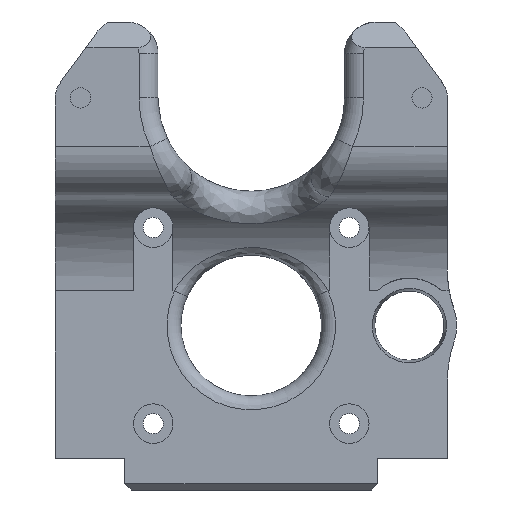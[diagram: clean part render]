
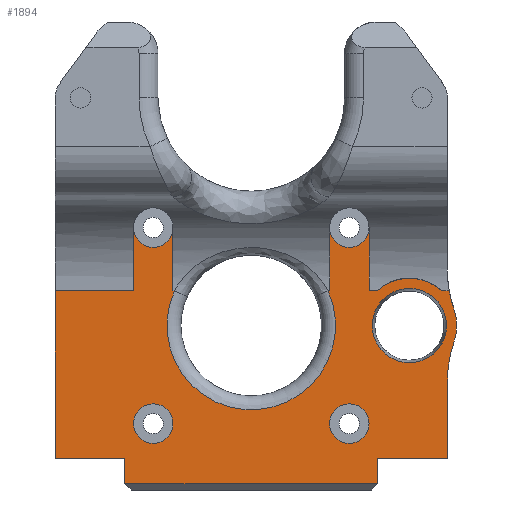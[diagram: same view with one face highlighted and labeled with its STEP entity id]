
A CAD part, front view. The second image highlights one B-rep face of the part: STEP entity #1894.
In plain terms, the highlighted planar face has unit normal (0, -1, 0).
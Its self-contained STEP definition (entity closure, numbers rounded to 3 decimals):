
#35=B_SPLINE_CURVE_WITH_KNOTS('',3,(#2923,#2924,#2925,#2926,#2927,#2928),
 .UNSPECIFIED.,.F.,.F.,(4,2,4),(-0.423,-0.212,0.),
 .UNSPECIFIED.);
#96=FACE_BOUND('',#347,.T.);
#97=FACE_BOUND('',#348,.T.);
#98=FACE_BOUND('',#349,.T.);
#127=CIRCLE('',#2032,7.5);
#128=CIRCLE('',#2034,20.);
#129=CIRCLE('',#2035,7.5);
#130=CIRCLE('',#2036,20.);
#131=CIRCLE('',#2037,3.125);
#132=CIRCLE('',#2038,13.325);
#133=CIRCLE('',#2039,3.125);
#134=CIRCLE('',#2040,5.875);
#135=CIRCLE('',#2041,3.125);
#136=CIRCLE('',#2042,3.125);
#229=FACE_OUTER_BOUND('',#346,.T.);
#346=EDGE_LOOP('',(#1308,#1309,#1310,#1311,#1312,#1313,#1314,#1315,#1316,
#1317,#1318,#1319,#1320,#1321,#1322,#1323,#1324,#1325,#1326,#1327,#1328,
#1329,#1330));
#347=EDGE_LOOP('',(#1331,#1332));
#348=EDGE_LOOP('',(#1333));
#349=EDGE_LOOP('',(#1334));
#480=LINE('',#2817,#642);
#484=LINE('',#2824,#646);
#493=LINE('',#2883,#655);
#494=LINE('',#2885,#656);
#495=LINE('',#2892,#657);
#496=LINE('',#2894,#658);
#497=LINE('',#2896,#659);
#498=LINE('',#2900,#660);
#499=LINE('',#2902,#661);
#500=LINE('',#2906,#662);
#501=LINE('',#2908,#663);
#502=LINE('',#2912,#664);
#503=LINE('',#2914,#665);
#504=LINE('',#2916,#666);
#505=LINE('',#2918,#667);
#506=LINE('',#2919,#668);
#642=VECTOR('',#2239,10.);
#646=VECTOR('',#2245,10.);
#655=VECTOR('',#2288,10.);
#656=VECTOR('',#2289,10.);
#657=VECTOR('',#2296,10.);
#658=VECTOR('',#2297,10.);
#659=VECTOR('',#2298,10.);
#660=VECTOR('',#2301,10.);
#661=VECTOR('',#2302,10.);
#662=VECTOR('',#2305,10.);
#663=VECTOR('',#2306,10.);
#664=VECTOR('',#2309,10.);
#665=VECTOR('',#2310,10.);
#666=VECTOR('',#2311,10.);
#667=VECTOR('',#2312,10.);
#668=VECTOR('',#2313,10.);
#798=VERTEX_POINT('',#2805);
#801=VERTEX_POINT('',#2813);
#803=VERTEX_POINT('',#2822);
#823=VERTEX_POINT('',#2867);
#824=VERTEX_POINT('',#2868);
#825=VERTEX_POINT('',#2882);
#826=VERTEX_POINT('',#2884);
#827=VERTEX_POINT('',#2886);
#828=VERTEX_POINT('',#2888);
#829=VERTEX_POINT('',#2890);
#830=VERTEX_POINT('',#2893);
#831=VERTEX_POINT('',#2895);
#832=VERTEX_POINT('',#2897);
#833=VERTEX_POINT('',#2899);
#834=VERTEX_POINT('',#2901);
#835=VERTEX_POINT('',#2903);
#836=VERTEX_POINT('',#2905);
#837=VERTEX_POINT('',#2907);
#838=VERTEX_POINT('',#2909);
#839=VERTEX_POINT('',#2911);
#840=VERTEX_POINT('',#2913);
#841=VERTEX_POINT('',#2915);
#842=VERTEX_POINT('',#2917);
#843=VERTEX_POINT('',#2920);
#844=VERTEX_POINT('',#2921);
#845=VERTEX_POINT('',#2929);
#846=VERTEX_POINT('',#2931);
#986=EDGE_CURVE('',#798,#801,#480,.T.);
#990=EDGE_CURVE('',#798,#803,#484,.T.);
#1012=EDGE_CURVE('',#823,#824,#127,.T.);
#1013=EDGE_CURVE('',#803,#825,#493,.T.);
#1014=EDGE_CURVE('',#825,#826,#494,.T.);
#1015=EDGE_CURVE('',#827,#826,#128,.T.);
#1016=EDGE_CURVE('',#827,#828,#129,.T.);
#1017=EDGE_CURVE('',#829,#828,#130,.T.);
#1018=EDGE_CURVE('',#824,#829,#495,.T.);
#1019=EDGE_CURVE('',#830,#823,#496,.T.);
#1020=EDGE_CURVE('',#831,#830,#497,.T.);
#1021=EDGE_CURVE('',#831,#832,#131,.T.);
#1022=EDGE_CURVE('',#833,#832,#498,.T.);
#1023=EDGE_CURVE('',#834,#833,#499,.T.);
#1024=EDGE_CURVE('',#835,#834,#132,.T.);
#1025=EDGE_CURVE('',#836,#835,#500,.T.);
#1026=EDGE_CURVE('',#837,#836,#501,.T.);
#1027=EDGE_CURVE('',#837,#838,#133,.T.);
#1028=EDGE_CURVE('',#839,#838,#502,.T.);
#1029=EDGE_CURVE('',#840,#839,#503,.T.);
#1030=EDGE_CURVE('',#840,#841,#504,.T.);
#1031=EDGE_CURVE('',#841,#842,#505,.T.);
#1032=EDGE_CURVE('',#842,#801,#506,.T.);
#1033=EDGE_CURVE('',#843,#844,#134,.T.);
#1034=EDGE_CURVE('',#844,#843,#35,.T.);
#1035=EDGE_CURVE('',#845,#845,#135,.T.);
#1036=EDGE_CURVE('',#846,#846,#136,.T.);
#1308=ORIENTED_EDGE('',*,*,#986,.F.);
#1309=ORIENTED_EDGE('',*,*,#990,.T.);
#1310=ORIENTED_EDGE('',*,*,#1013,.T.);
#1311=ORIENTED_EDGE('',*,*,#1014,.T.);
#1312=ORIENTED_EDGE('',*,*,#1015,.F.);
#1313=ORIENTED_EDGE('',*,*,#1016,.T.);
#1314=ORIENTED_EDGE('',*,*,#1017,.F.);
#1315=ORIENTED_EDGE('',*,*,#1018,.F.);
#1316=ORIENTED_EDGE('',*,*,#1012,.F.);
#1317=ORIENTED_EDGE('',*,*,#1019,.F.);
#1318=ORIENTED_EDGE('',*,*,#1020,.F.);
#1319=ORIENTED_EDGE('',*,*,#1021,.T.);
#1320=ORIENTED_EDGE('',*,*,#1022,.F.);
#1321=ORIENTED_EDGE('',*,*,#1023,.F.);
#1322=ORIENTED_EDGE('',*,*,#1024,.F.);
#1323=ORIENTED_EDGE('',*,*,#1025,.F.);
#1324=ORIENTED_EDGE('',*,*,#1026,.F.);
#1325=ORIENTED_EDGE('',*,*,#1027,.T.);
#1326=ORIENTED_EDGE('',*,*,#1028,.F.);
#1327=ORIENTED_EDGE('',*,*,#1029,.F.);
#1328=ORIENTED_EDGE('',*,*,#1030,.T.);
#1329=ORIENTED_EDGE('',*,*,#1031,.T.);
#1330=ORIENTED_EDGE('',*,*,#1032,.T.);
#1331=ORIENTED_EDGE('',*,*,#1033,.F.);
#1332=ORIENTED_EDGE('',*,*,#1034,.F.);
#1333=ORIENTED_EDGE('',*,*,#1035,.T.);
#1334=ORIENTED_EDGE('',*,*,#1036,.T.);
#1835=PLANE('',#2033);
#1894=ADVANCED_FACE('',(#229,#96,#97,#98),#1835,.F.);
#2032=AXIS2_PLACEMENT_3D('',#2880,#2284,#2285);
#2033=AXIS2_PLACEMENT_3D('',#2881,#2286,#2287);
#2034=AXIS2_PLACEMENT_3D('',#2887,#2290,#2291);
#2035=AXIS2_PLACEMENT_3D('',#2889,#2292,#2293);
#2036=AXIS2_PLACEMENT_3D('',#2891,#2294,#2295);
#2037=AXIS2_PLACEMENT_3D('',#2898,#2299,#2300);
#2038=AXIS2_PLACEMENT_3D('',#2904,#2303,#2304);
#2039=AXIS2_PLACEMENT_3D('',#2910,#2307,#2308);
#2040=AXIS2_PLACEMENT_3D('',#2922,#2314,#2315);
#2041=AXIS2_PLACEMENT_3D('',#2930,#2316,#2317);
#2042=AXIS2_PLACEMENT_3D('',#2932,#2318,#2319);
#2239=DIRECTION('',(-1.,0.,0.));
#2245=DIRECTION('',(0.,0.,1.));
#2284=DIRECTION('center_axis',(0.,1.,0.));
#2285=DIRECTION('ref_axis',(1.,0.,0.));
#2286=DIRECTION('center_axis',(0.,1.,0.));
#2287=DIRECTION('ref_axis',(1.,0.,0.));
#2288=DIRECTION('',(1.,0.,0.));
#2289=DIRECTION('',(0.,0.,1.));
#2290=DIRECTION('center_axis',(0.,-1.,0.));
#2291=DIRECTION('ref_axis',(-0.986,0.,0.165));
#2292=DIRECTION('center_axis',(0.,-1.,0.));
#2293=DIRECTION('ref_axis',(1.,0.,0.));
#2294=DIRECTION('center_axis',(0.,-1.,0.));
#2295=DIRECTION('ref_axis',(-0.986,0.,-0.165));
#2296=DIRECTION('',(1.,0.,0.));
#2297=DIRECTION('',(1.,0.,0.));
#2298=DIRECTION('',(0.,0.,-1.));
#2299=DIRECTION('center_axis',(0.,1.,0.));
#2300=DIRECTION('ref_axis',(1.,0.,0.));
#2301=DIRECTION('',(0.,0.,1.));
#2302=DIRECTION('',(1.,0.,0.));
#2303=DIRECTION('center_axis',(0.,-1.,0.));
#2304=DIRECTION('ref_axis',(0.,0.,-1.));
#2305=DIRECTION('',(1.,0.,0.));
#2306=DIRECTION('',(0.,0.,-1.));
#2307=DIRECTION('center_axis',(0.,1.,0.));
#2308=DIRECTION('ref_axis',(1.,0.,0.));
#2309=DIRECTION('',(0.,0.,1.));
#2310=DIRECTION('',(1.,0.,0.));
#2311=DIRECTION('',(0.,0.,-1.));
#2312=DIRECTION('',(1.,0.,0.));
#2313=DIRECTION('',(0.,0.,-1.));
#2314=DIRECTION('center_axis',(0.,-1.,0.));
#2315=DIRECTION('ref_axis',(1.,0.,0.));
#2316=DIRECTION('center_axis',(0.,1.,0.));
#2317=DIRECTION('ref_axis',(1.,0.,0.));
#2318=DIRECTION('center_axis',(0.,1.,0.));
#2319=DIRECTION('ref_axis',(1.,0.,0.));
#2805=CARTESIAN_POINT('',(9.,-12.,-87.35));
#2813=CARTESIAN_POINT('',(-31.,-12.,-87.35));
#2817=CARTESIAN_POINT('',(-20.625,-12.,-87.35));
#2822=CARTESIAN_POINT('',(9.,-12.,-83.35));
#2824=CARTESIAN_POINT('',(9.,-12.,-88.35));
#2867=CARTESIAN_POINT('',(8.901,-12.,-56.85));
#2868=CARTESIAN_POINT('',(19.099,-12.,-56.85));
#2880=CARTESIAN_POINT('Origin',(14.,-12.,-62.35));
#2881=CARTESIAN_POINT('Origin',(-10.25,-12.,-51.35));
#2882=CARTESIAN_POINT('',(20.,-12.,-83.35));
#2883=CARTESIAN_POINT('',(9.,-12.,-83.35));
#2884=CARTESIAN_POINT('',(20.,-12.,-71.308));
#2885=CARTESIAN_POINT('',(20.,-12.,-83.35));
#2886=CARTESIAN_POINT('',(21.091,-12.,-64.793));
#2887=CARTESIAN_POINT('Origin',(40.,-12.,-71.308));
#2888=CARTESIAN_POINT('',(21.091,-12.,-59.907));
#2889=CARTESIAN_POINT('Origin',(14.,-12.,-62.35));
#2890=CARTESIAN_POINT('',(20.301,-12.,-56.85));
#2891=CARTESIAN_POINT('Origin',(40.,-12.,-53.392));
#2892=CARTESIAN_POINT('',(-26.125,-12.,-56.85));
#2893=CARTESIAN_POINT('',(7.625,-12.,-56.85));
#2894=CARTESIAN_POINT('',(-26.125,-12.,-56.85));
#2895=CARTESIAN_POINT('',(7.625,-12.,-46.85));
#2896=CARTESIAN_POINT('',(7.625,-12.,-64.819));
#2897=CARTESIAN_POINT('',(1.375,-12.,-46.85));
#2898=CARTESIAN_POINT('Origin',(4.5,-12.,-46.85));
#2899=CARTESIAN_POINT('',(1.375,-12.,-56.85));
#2900=CARTESIAN_POINT('',(1.375,-12.,-52.319));
#2901=CARTESIAN_POINT('',(1.137,-12.,-56.85));
#2902=CARTESIAN_POINT('',(-26.125,-12.,-56.85));
#2903=CARTESIAN_POINT('',(-23.137,-12.,-56.85));
#2904=CARTESIAN_POINT('Origin',(-11.,-12.,-62.35));
#2905=CARTESIAN_POINT('',(-23.375,-12.,-56.85));
#2906=CARTESIAN_POINT('',(-26.125,-12.,-56.85));
#2907=CARTESIAN_POINT('',(-23.375,-12.,-46.85));
#2908=CARTESIAN_POINT('',(-23.375,-12.,-64.819));
#2909=CARTESIAN_POINT('',(-29.625,-12.,-46.85));
#2910=CARTESIAN_POINT('Origin',(-26.5,-12.,-46.85));
#2911=CARTESIAN_POINT('',(-29.625,-12.,-56.85));
#2912=CARTESIAN_POINT('',(-29.625,-12.,-52.319));
#2913=CARTESIAN_POINT('',(-42.,-12.,-56.85));
#2914=CARTESIAN_POINT('',(-26.125,-12.,-56.85));
#2915=CARTESIAN_POINT('',(-42.,-12.,-83.35));
#2916=CARTESIAN_POINT('',(-42.,-12.,-83.35));
#2917=CARTESIAN_POINT('',(-31.,-12.,-83.35));
#2918=CARTESIAN_POINT('',(-31.,-12.,-83.35));
#2919=CARTESIAN_POINT('',(-31.,-12.,-88.35));
#2920=CARTESIAN_POINT('',(11.935,-12.,-56.85));
#2921=CARTESIAN_POINT('',(16.065,-12.,-56.85));
#2922=CARTESIAN_POINT('Origin',(14.,-12.,-62.35));
#2923=CARTESIAN_POINT('Ctrl Pts',(16.065,-12.,-56.85));
#2924=CARTESIAN_POINT('Ctrl Pts',(15.405,-12.,-56.602));
#2925=CARTESIAN_POINT('Ctrl Pts',(14.705,-12.,-56.476));
#2926=CARTESIAN_POINT('Ctrl Pts',(13.295,-12.,-56.476));
#2927=CARTESIAN_POINT('Ctrl Pts',(12.595,-12.,-56.602));
#2928=CARTESIAN_POINT('Ctrl Pts',(11.935,-12.,-56.85));
#2929=CARTESIAN_POINT('',(-29.625,-12.,-77.85));
#2930=CARTESIAN_POINT('Origin',(-26.5,-12.,-77.85));
#2931=CARTESIAN_POINT('',(1.375,-12.,-77.85));
#2932=CARTESIAN_POINT('Origin',(4.5,-12.,-77.85));
